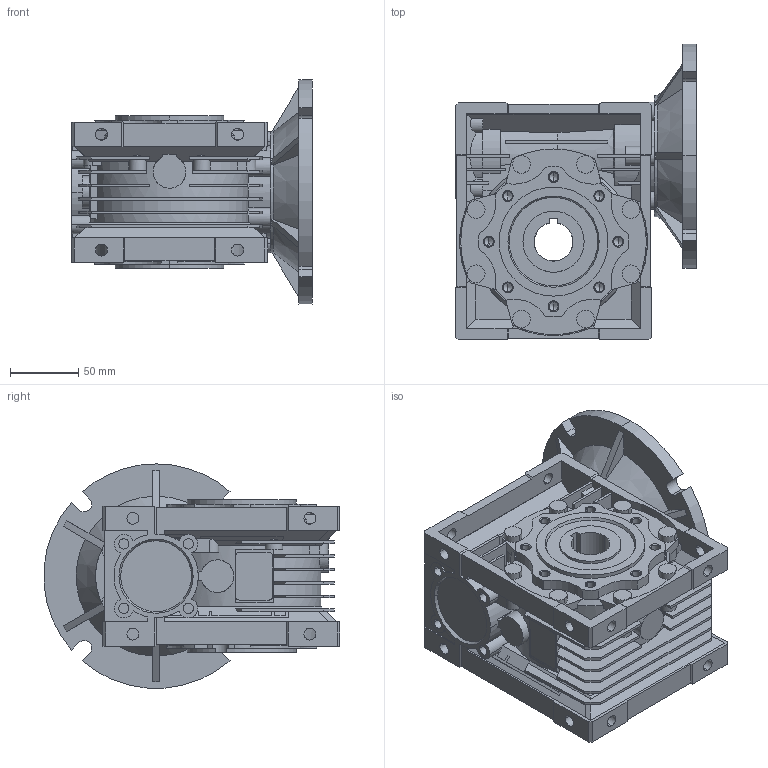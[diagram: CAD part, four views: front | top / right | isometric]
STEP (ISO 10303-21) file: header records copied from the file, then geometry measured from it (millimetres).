
FILE_DESCRIPTION (( 'STEP AP203' ), '1' );
FILE_NAME ('WGA-63M-010-H2.step', '2023-03-08T19:50:59', ( '' ), ( '' ), 'SwSTEP 2.0', 'SolidWorks 2021', '' );
FILE_SCHEMA (( 'CONFIG_CONTROL_DESIGN' ));
Length unit declared in the file: inch
Products named in the file (1): WGA-63M-010-H2
Bounding box: 177 x 217.24 x 164.74 mm (x, y, z)
Volume: 1905864.9 mm3; surface area: 367988.3 mm2
Topology: 4 solids, 6 shells, 1230 faces, 3400 edges, 2202 vertices
Faces by surface type: plane 759, cylinder 331, cone 136, bspline 4
Entity records: 39903 total; most frequent: CARTESIAN_POINT 8350, ORIENTED_EDGE 6736, DIRECTION 6465, EDGE_CURVE 3368, VERTEX_POINT 2202, VECTOR 2167, LINE 2167, AXIS2_PLACEMENT_3D 2149
